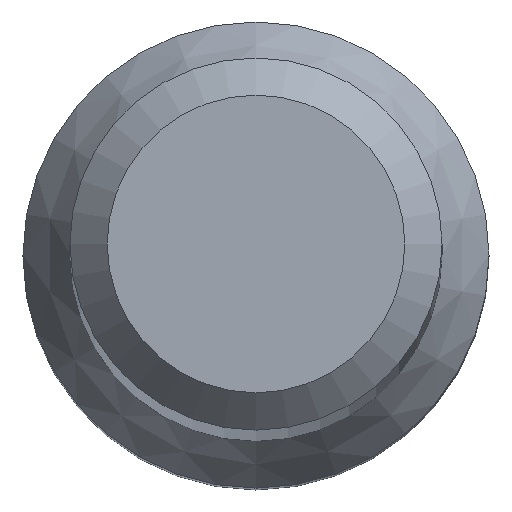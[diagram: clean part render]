
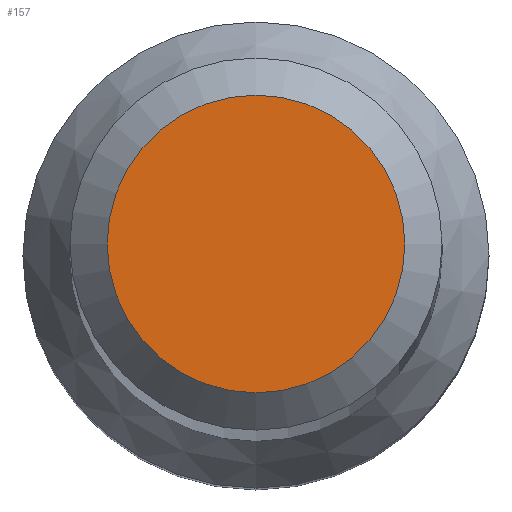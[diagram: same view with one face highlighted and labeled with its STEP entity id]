
A CAD part, top view. The second image highlights one B-rep face of the part: STEP entity #157.
In plain terms, the highlighted planar face has unit normal (0, 0, 1).
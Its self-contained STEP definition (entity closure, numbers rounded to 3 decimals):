
#19 = DIRECTION ( 'NONE',  ( 0., 0., -1. ) ) ;
#43 = ORIENTED_EDGE ( 'NONE', *, *, #109, .F. ) ;
#55 = DIRECTION ( 'NONE',  ( 0., 0., -1. ) ) ;
#101 = VERTEX_POINT ( 'NONE', #235 ) ;
#109 = EDGE_CURVE ( 'NONE', #101, #101, #221, .T. ) ;
#116 = DIRECTION ( 'NONE',  ( 0., 1., 0. ) ) ;
#150 = DIRECTION ( 'NONE',  ( 0., 1., 0. ) ) ;
#151 = CARTESIAN_POINT ( 'NONE',  ( 0., 0., 80. ) ) ;
#157 = ADVANCED_FACE ( 'NONE', ( #209 ), #171, .F. ) ;
#169 = AXIS2_PLACEMENT_3D ( 'NONE', #151, #55, #116 ) ;
#171 = PLANE ( 'NONE',  #174 ) ;
#174 = AXIS2_PLACEMENT_3D ( 'NONE', #206, #19, #150 ) ;
#181 = EDGE_LOOP ( 'NONE', ( #43 ) ) ;
#206 = CARTESIAN_POINT ( 'NONE',  ( 0., 0., 80. ) ) ;
#209 = FACE_OUTER_BOUND ( 'NONE', #181, .T. ) ;
#221 = CIRCLE ( 'NONE', #169, 1.6 ) ;
#235 = CARTESIAN_POINT ( 'NONE',  ( 0., 1.6, 80. ) ) ;
